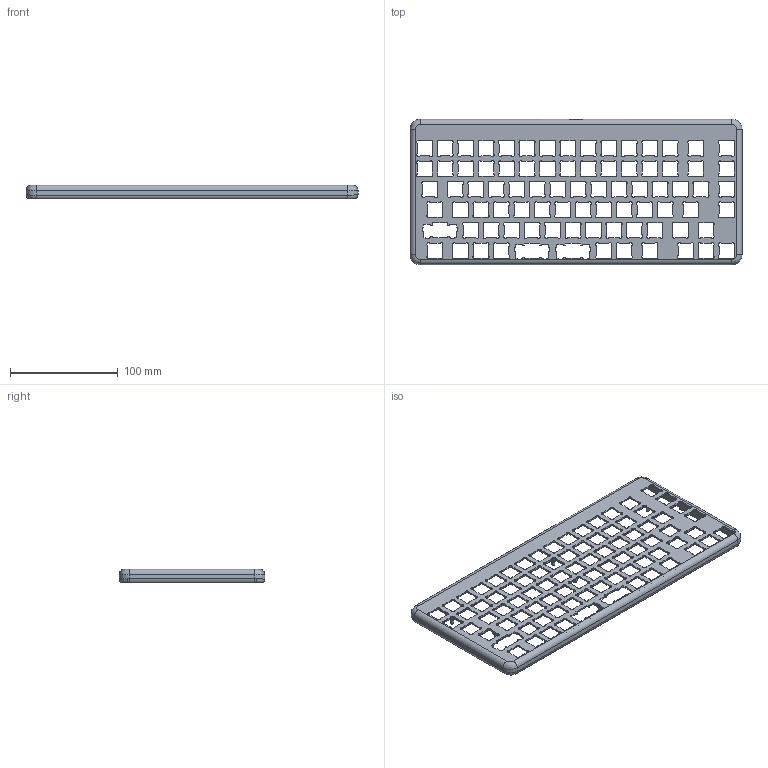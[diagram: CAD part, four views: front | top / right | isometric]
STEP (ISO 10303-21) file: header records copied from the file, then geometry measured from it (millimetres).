
FILE_DESCRIPTION(/* description */ (''),/* implementation_level */ '2;1');
FILE_NAME(/* name */ 'shell v2.step',/* time_stamp */ '2022-06-11T09:50:27+08:00',/* author */ (''),/* organization */ (''),/* preprocessor_version */ 'ST-DEVELOPER v19',/* originating_system */ 'Autodesk Translation Framework v11.7.0.108',/* authorisation */ '');
FILE_SCHEMA (('AUTOMOTIVE_DESIGN { 1 0 10303 214 3 1 1 }'));
Length unit declared in the file: millimetre
Products named in the file (3): KB-1; shell; shell (1)
Assembly tree (2 placements, depth 3):
  KB-1
    shell
      shell (1)
Bounding box: 308.25 x 135.1 x 12.6 mm (x, y, z)
Volume: 69076.6 mm3; surface area: 78985.3 mm2
Topology: 1 solids, 1 shells, 1865 faces, 5471 edges, 3636 vertices
Faces by surface type: cylinder 1255, plane 579, bspline 27, torus 4
Full cylindrical faces by diameter (mm): 1.6 x8, 2.6 x2, 2.8 x7, 4 x8, 5 x1, 6 x2
Entity records: 64391 total; most frequent: CARTESIAN_POINT 12022, DIRECTION 11656, ORIENTED_EDGE 10942, EDGE_CURVE 5471, AXIS2_PLACEMENT_3D 4383, VERTEX_POINT 3636, LINE 2890, VECTOR 2890
